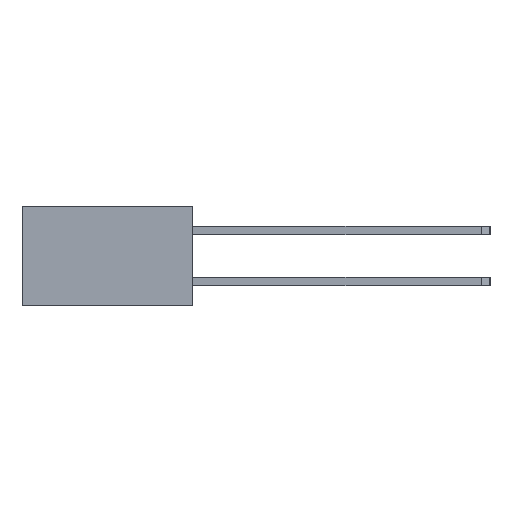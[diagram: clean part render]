
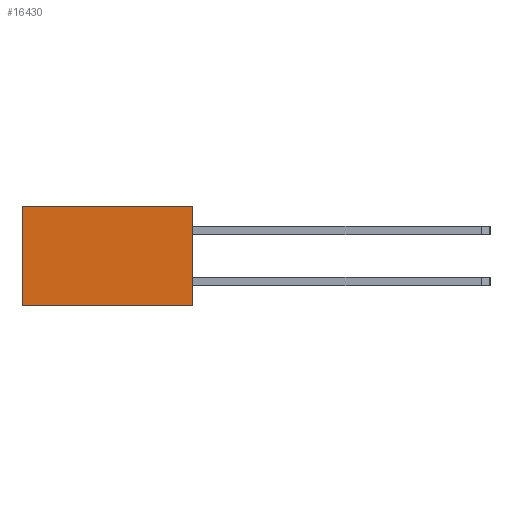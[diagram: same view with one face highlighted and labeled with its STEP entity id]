
A CAD part, left-side view. The second image highlights one B-rep face of the part: STEP entity #16430.
In plain terms, the highlighted planar face has unit normal (-1, 0, 0).
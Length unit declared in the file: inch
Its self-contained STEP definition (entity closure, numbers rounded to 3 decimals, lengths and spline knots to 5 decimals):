
#1451=ORIENTED_EDGE('',*,*,#5720,.T.);
#1452=ORIENTED_EDGE('',*,*,#4823,.F.);
#1453=ORIENTED_EDGE('',*,*,#5785,.F.);
#1454=ORIENTED_EDGE('',*,*,#4815,.T.);
#4815=EDGE_CURVE('',#7144,#7143,#8695,.T.);
#4823=EDGE_CURVE('',#7151,#7152,#8703,.T.);
#5720=EDGE_CURVE('',#7143,#7152,#9600,.T.);
#5785=EDGE_CURVE('',#7144,#7151,#9665,.T.);
#7143=VERTEX_POINT('',#22135);
#7144=VERTEX_POINT('',#22137);
#7151=VERTEX_POINT('',#22152);
#7152=VERTEX_POINT('',#22154);
#8695=LINE('',#22136,#11023);
#8703=LINE('',#22153,#11031);
#9600=LINE('',#23946,#11928);
#9665=LINE('',#24044,#11993);
#11023=VECTOR('',#17987,39.37008);
#11031=VECTOR('',#17997,39.37008);
#11928=VECTOR('',#19408,39.37008);
#11993=VECTOR('',#19539,39.37008);
#13514=EDGE_LOOP('',(#1451,#1452,#1453,#1454));
#14550=FACE_BOUND('',#13514,.T.);
#15586=PLANE('',#17300);
#16430=ADVANCED_FACE('',(#14550),#15586,.F.);
#17300=AXIS2_PLACEMENT_3D('',#24043,#19537,#19538);
#17987=DIRECTION('',(0.,-1.,0.));
#17997=DIRECTION('',(0.,-1.,0.));
#19408=DIRECTION('',(0.,0.,1.));
#19537=DIRECTION('',(1.,0.,0.));
#19538=DIRECTION('',(0.,0.,-1.));
#19539=DIRECTION('',(0.,0.,1.));
#22135=CARTESIAN_POINT('',(-1.61,0.,-0.0975));
#22136=CARTESIAN_POINT('',(-1.61,0.335,-0.0975));
#22137=CARTESIAN_POINT('',(-1.61,0.335,-0.0975));
#22152=CARTESIAN_POINT('',(-1.61,0.335,0.0975));
#22153=CARTESIAN_POINT('',(-1.61,0.335,0.0975));
#22154=CARTESIAN_POINT('',(-1.61,0.,0.0975));
#23946=CARTESIAN_POINT('',(-1.61,0.,-0.0975));
#24043=CARTESIAN_POINT('',(-1.61,0.335,-0.0975));
#24044=CARTESIAN_POINT('',(-1.61,0.335,-0.0975));
